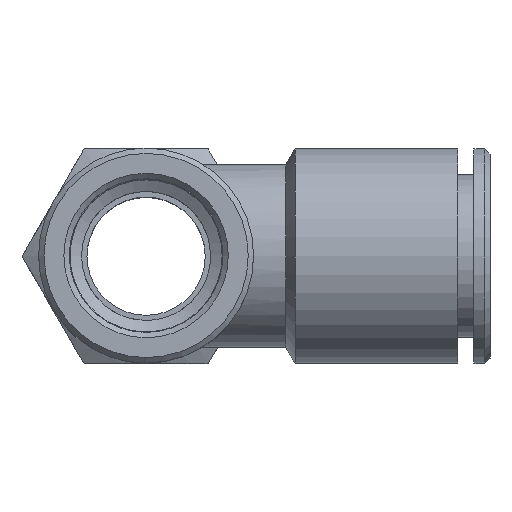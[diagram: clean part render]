
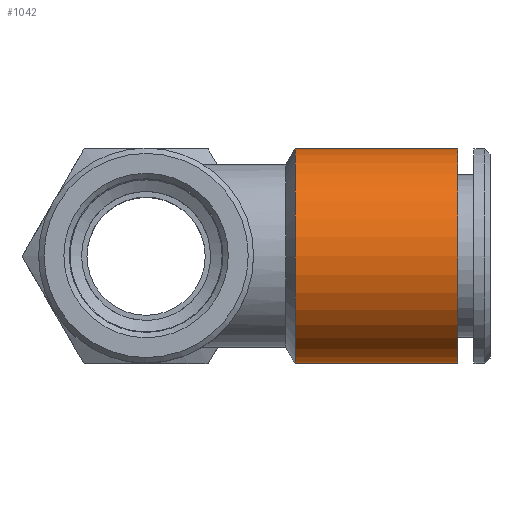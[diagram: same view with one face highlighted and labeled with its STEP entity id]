
A CAD part, top view. The second image highlights one B-rep face of the part: STEP entity #1042.
In plain terms, the highlighted cylindrical face has radius 10 mm (diameter 20 mm), a full revolution.
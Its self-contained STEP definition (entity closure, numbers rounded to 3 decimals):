
#172=FACE_BOUND('',#453,.T.);
#203=CYLINDRICAL_SURFACE('',#1211,10.);
#298=FACE_OUTER_BOUND('',#452,.T.);
#452=EDGE_LOOP('',(#665));
#453=EDGE_LOOP('',(#666));
#665=ORIENTED_EDGE('',*,*,#783,.F.);
#666=ORIENTED_EDGE('',*,*,#782,.T.);
#782=EDGE_CURVE('',#878,#878,#955,.T.);
#783=EDGE_CURVE('',#879,#879,#956,.T.);
#878=VERTEX_POINT('',#2399);
#879=VERTEX_POINT('',#2402);
#955=CIRCLE('',#1210,10.);
#956=CIRCLE('',#1212,10.);
#1042=ADVANCED_FACE('',(#298,#172),#203,.T.);
#1210=AXIS2_PLACEMENT_3D('',#2400,#1544,#1545);
#1211=AXIS2_PLACEMENT_3D('',#2401,#1546,#1547);
#1212=AXIS2_PLACEMENT_3D('',#2403,#1548,#1549);
#1544=DIRECTION('center_axis',(-1.,0.,0.));
#1545=DIRECTION('ref_axis',(0.,-1.,0.));
#1546=DIRECTION('center_axis',(1.,0.,0.));
#1547=DIRECTION('ref_axis',(0.,0.,-1.));
#1548=DIRECTION('center_axis',(-1.,0.,0.));
#1549=DIRECTION('ref_axis',(0.,-1.,0.));
#2399=CARTESIAN_POINT('',(36.846,15.429,9.975));
#2400=CARTESIAN_POINT('Origin',(36.846,15.429,19.975));
#2401=CARTESIAN_POINT('Origin',(21.712,15.429,19.975));
#2402=CARTESIAN_POINT('',(21.712,15.429,9.975));
#2403=CARTESIAN_POINT('Origin',(21.712,15.429,19.975));
